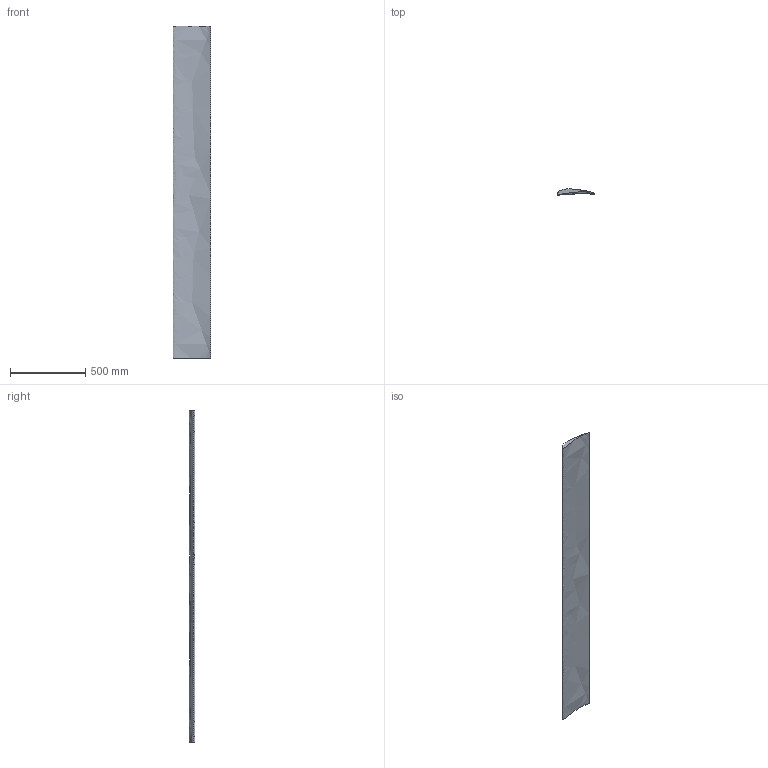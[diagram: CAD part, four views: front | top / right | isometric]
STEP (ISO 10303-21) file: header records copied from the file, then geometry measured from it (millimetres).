
FILE_DESCRIPTION (( 'STEP AP203' ), '1' );
FILE_NAME ('wing.STEP', '2021-11-14T16:16:58', ( '' ), ( '' ), 'SwSTEP 2.0', 'SolidWorks 2020', '' );
FILE_SCHEMA (( 'CONFIG_CONTROL_DESIGN' ));
Length unit declared in the file: millimetre
Products named in the file (1): wing
Bounding box: 250 x 37.76 x 2200 mm (x, y, z)
Volume: 9258703.1 mm3; surface area: 1160759.2 mm2
Topology: 1 solids, 1 shells, 4 faces, 6 edges, 4 vertices
Faces by surface type: bspline 2, plane 2
Entity records: 495 total; most frequent: CARTESIAN_POINT 357, ORIENTED_EDGE 12, DIRECTION 8, PERSON_AND_ORGANIZATION 8, EDGE_CURVE 6, COORDINATED_UNIVERSAL_TIME_OFFSET 5, CC_DESIGN_PERSON_AND_ORGANIZATION_ASSIGNMENT 5, PERSON_AND_ORGANIZATION_ROLE 5
